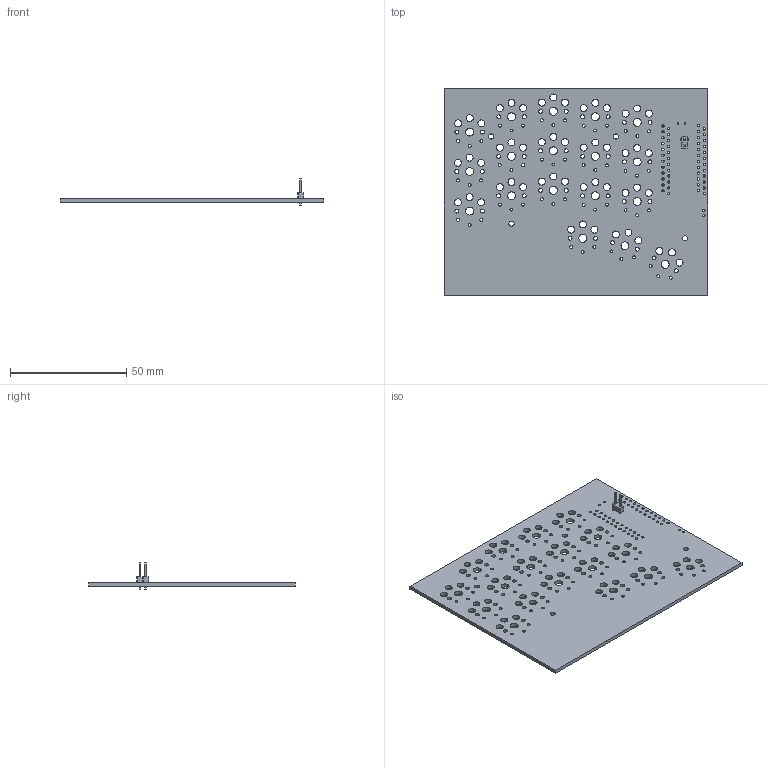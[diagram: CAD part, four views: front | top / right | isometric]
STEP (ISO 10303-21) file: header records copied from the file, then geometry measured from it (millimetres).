
FILE_DESCRIPTION(('KiCad electronic assembly'),'2;1');
FILE_NAME('chocowi36-rounded.step','2024-09-02T17:29:01',('Pcbnew'),( 'Kicad'),'Open CASCADE STEP processor 7.7','KiCad to STEP converter' ,'Unknown');
FILE_SCHEMA(('AUTOMOTIVE_DESIGN { 1 0 10303 214 1 1 1 1 }'));
Length unit declared in the file: millimetre
Products named in the file (4): chocowi36-rounded 1; PinHeader_1x02_P2.54mm_Vertical; PinHeader_1x02_P254mm_Vertical; chocowi36-rounded_PCB
Assembly tree (3 placements, depth 3):
  chocowi36-rounded 1
    PinHeader_1x02_P2.54mm_Vertical
      PinHeader_1x02_P254mm_Vertical
    chocowi36-rounded_PCB
Bounding box: 113.36 x 88.65 x 11.54 mm (x, y, z)
Volume: 14910.6 mm3; surface area: 21434.8 mm2
Topology: 2 solids, 2 shells, 278 faces, 794 edges, 524 vertices
Faces by surface type: cylinder 220, plane 58
Full cylindrical faces by diameter (mm): 0.8 x2, 1 x52, 1.27 x54, 1.702 x36, 2.2 x4, 3 x54, 3.429 x18
Entity records: 10608 total; most frequent: DIRECTION 1798, CARTESIAN_POINT 1600, ORIENTED_EDGE 1588, EDGE_CURVE 794, AXIS2_PLACEMENT_3D 722, FACE_BOUND 722, EDGE_LOOP 722, VERTEX_POINT 524
